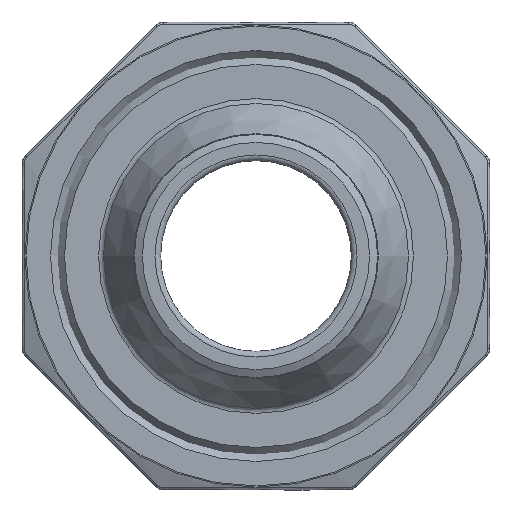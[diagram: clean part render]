
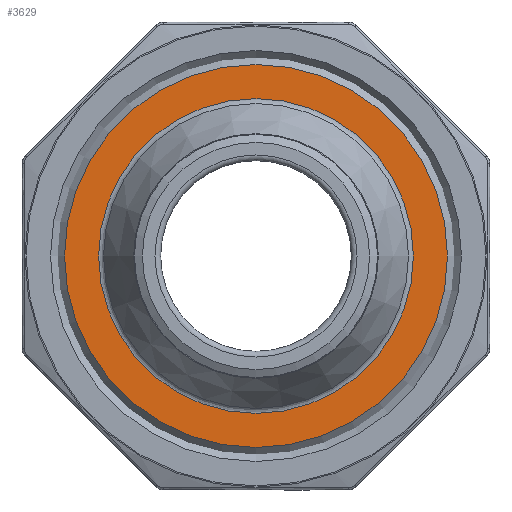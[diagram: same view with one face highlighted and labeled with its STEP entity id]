
A CAD part, left-side view. The second image highlights one B-rep face of the part: STEP entity #3629.
In plain terms, the highlighted planar face has unit normal (-1, 0, 0).
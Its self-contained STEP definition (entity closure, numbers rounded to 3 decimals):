
#1052 = DIRECTION ( 'NONE',  ( 0., -1., 0. ) ) ;
#1595 = ORIENTED_EDGE ( 'NONE', *, *, #8585, .F. ) ;
#1750 = DIRECTION ( 'NONE',  ( 1., 0., 0. ) ) ;
#1869 = FACE_OUTER_BOUND ( 'NONE', #2871, .T. ) ;
#1879 = CIRCLE ( 'NONE', #7882, 16.775 ) ;
#2690 = CARTESIAN_POINT ( 'NONE',  ( -9.5, -13.789, 0. ) ) ;
#2871 = EDGE_LOOP ( 'NONE', ( #1595 ) ) ;
#3562 = DIRECTION ( 'NONE',  ( -1., 0., 0. ) ) ;
#3629 = ADVANCED_FACE ( 'NONE', ( #15440, #1869 ), #11784, .T. ) ;
#4612 = AXIS2_PLACEMENT_3D ( 'NONE', #17468, #9211, #1052 ) ;
#7361 = CARTESIAN_POINT ( 'NONE',  ( -9.5, 16.775, 0. ) ) ;
#7882 = AXIS2_PLACEMENT_3D ( 'NONE', #12839, #1750, #15687 ) ;
#8585 = EDGE_CURVE ( 'NONE', #17523, #17523, #1879, .T. ) ;
#9211 = DIRECTION ( 'NONE',  ( 1., 0., 0. ) ) ;
#9759 = AXIS2_PLACEMENT_3D ( 'NONE', #7361, #3562, #16869 ) ;
#10210 = EDGE_LOOP ( 'NONE', ( #11772 ) ) ;
#10520 = CARTESIAN_POINT ( 'NONE',  ( -9.5, 16.775, 0. ) ) ;
#11772 = ORIENTED_EDGE ( 'NONE', *, *, #12831, .T. ) ;
#11784 = PLANE ( 'NONE',  #9759 ) ;
#12312 = CIRCLE ( 'NONE', #4612, 13.789 ) ;
#12831 = EDGE_CURVE ( 'NONE', #15206, #15206, #12312, .T. ) ;
#12839 = CARTESIAN_POINT ( 'NONE',  ( -9.5, 0., 0. ) ) ;
#15206 = VERTEX_POINT ( 'NONE', #2690 ) ;
#15440 = FACE_BOUND ( 'NONE', #10210, .T. ) ;
#15687 = DIRECTION ( 'NONE',  ( 0., 1., 0. ) ) ;
#16869 = DIRECTION ( 'NONE',  ( 0., -1., 0. ) ) ;
#17468 = CARTESIAN_POINT ( 'NONE',  ( -9.5, 0., 0. ) ) ;
#17523 = VERTEX_POINT ( 'NONE', #10520 ) ;
